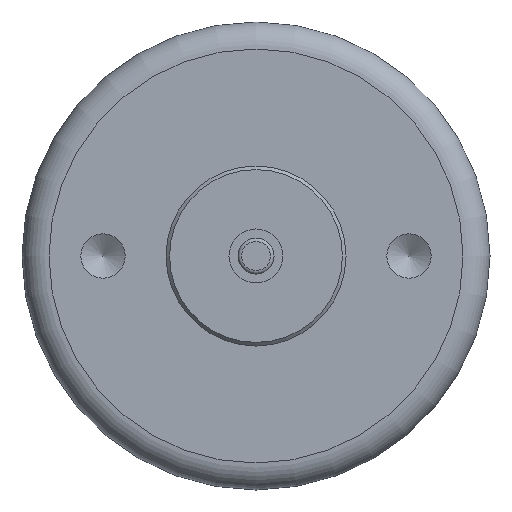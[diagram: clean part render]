
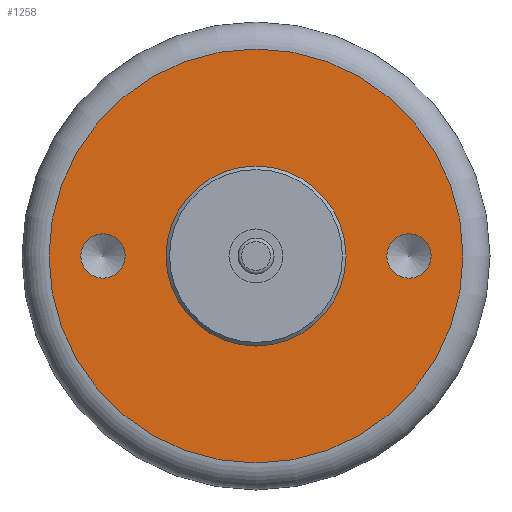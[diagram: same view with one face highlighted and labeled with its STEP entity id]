
A CAD part, front view. The second image highlights one B-rep face of the part: STEP entity #1258.
In plain terms, the highlighted planar face has unit normal (0, -1, 0).
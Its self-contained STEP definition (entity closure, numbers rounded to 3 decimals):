
#41=FACE_BOUND('',#308,.T.);
#42=FACE_BOUND('',#309,.T.);
#43=FACE_BOUND('',#310,.T.);
#106=CIRCLE('',#1407,5.);
#108=CIRCLE('',#1412,1.23);
#110=CIRCLE('',#1416,1.23);
#115=CIRCLE('',#1425,11.5);
#216=FACE_OUTER_BOUND('',#307,.T.);
#307=EDGE_LOOP('',(#1085));
#308=EDGE_LOOP('',(#1086));
#309=EDGE_LOOP('',(#1087));
#310=EDGE_LOOP('',(#1088));
#589=VERTEX_POINT('',#2120);
#592=VERTEX_POINT('',#2130);
#595=VERTEX_POINT('',#2139);
#599=VERTEX_POINT('',#2154);
#747=EDGE_CURVE('',#589,#589,#106,.T.);
#750=EDGE_CURVE('',#592,#592,#108,.T.);
#754=EDGE_CURVE('',#595,#595,#110,.T.);
#761=EDGE_CURVE('',#599,#599,#115,.T.);
#1085=ORIENTED_EDGE('',*,*,#761,.F.);
#1086=ORIENTED_EDGE('',*,*,#750,.T.);
#1087=ORIENTED_EDGE('',*,*,#754,.T.);
#1088=ORIENTED_EDGE('',*,*,#747,.T.);
#1125=PLANE('',#1427);
#1258=ADVANCED_FACE('',(#216,#41,#42,#43),#1125,.T.);
#1407=AXIS2_PLACEMENT_3D('',#2122,#1765,#1766);
#1412=AXIS2_PLACEMENT_3D('',#2131,#1776,#1777);
#1416=AXIS2_PLACEMENT_3D('',#2140,#1786,#1787);
#1425=AXIS2_PLACEMENT_3D('',#2155,#1806,#1807);
#1427=AXIS2_PLACEMENT_3D('',#2157,#1810,#1811);
#1765=DIRECTION('center_axis',(0.,1.,0.));
#1766=DIRECTION('ref_axis',(-1.,0.,0.));
#1776=DIRECTION('center_axis',(0.,1.,0.));
#1777=DIRECTION('ref_axis',(1.,0.,0.));
#1786=DIRECTION('center_axis',(0.,1.,0.));
#1787=DIRECTION('ref_axis',(1.,0.,0.));
#1806=DIRECTION('center_axis',(0.,1.,0.));
#1807=DIRECTION('ref_axis',(1.,0.,0.));
#1810=DIRECTION('center_axis',(0.,-1.,0.));
#1811=DIRECTION('ref_axis',(0.,0.,-1.));
#2120=CARTESIAN_POINT('',(5.,0.,0.));
#2122=CARTESIAN_POINT('Origin',(0.,0.,0.));
#2130=CARTESIAN_POINT('',(7.271,0.,0.));
#2131=CARTESIAN_POINT('Origin',(8.5,0.,0.));
#2139=CARTESIAN_POINT('',(-9.73,0.,0.));
#2140=CARTESIAN_POINT('Origin',(-8.5,0.,0.));
#2154=CARTESIAN_POINT('',(0.,0.,11.5));
#2155=CARTESIAN_POINT('Origin',(0.,0.,0.));
#2157=CARTESIAN_POINT('Origin',(0.,0.,0.));
